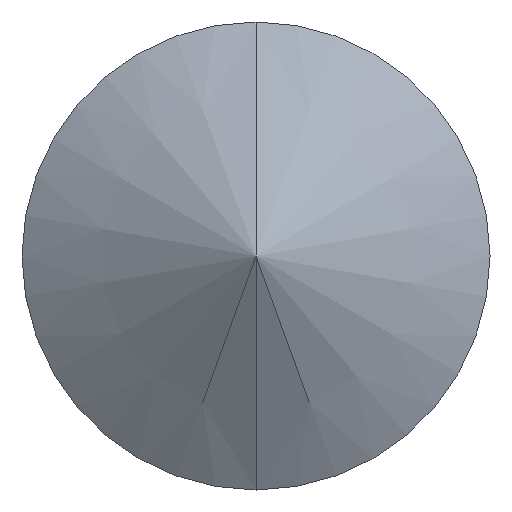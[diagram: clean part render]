
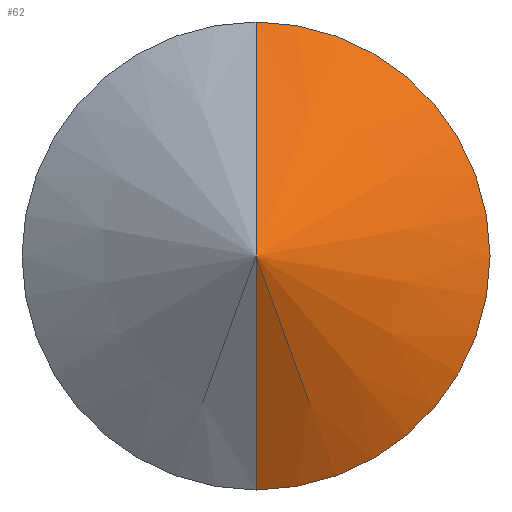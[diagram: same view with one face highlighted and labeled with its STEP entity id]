
A CAD part, front view. The second image highlights one B-rep face of the part: STEP entity #62.
In plain terms, the highlighted conical face has half-angle 60 degrees and reference radius 1732.05 mm.
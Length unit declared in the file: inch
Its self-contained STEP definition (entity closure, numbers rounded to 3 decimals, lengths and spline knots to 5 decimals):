
#6 = LINE ( 'NONE', #117, #9 ) ;
#9 = VECTOR ( 'NONE', #65, 39.37008 ) ;
#20 = ORIENTED_EDGE ( 'NONE', *, *, #109, .T. ) ;
#52 = CARTESIAN_POINT ( 'NONE',  ( 0., 0.05413, 0. ) ) ;
#62 = ADVANCED_FACE ( 'NONE', ( #193 ), #220, .T. ) ;
#65 = DIRECTION ( 'NONE',  ( 0., 0.5, 0.866 ) ) ;
#68 = DIRECTION ( 'NONE',  ( 0., 0.5, -0.866 ) ) ;
#80 = CARTESIAN_POINT ( 'NONE',  ( 0., 39.37008, 0. ) ) ;
#99 = DIRECTION ( 'NONE',  ( 0., 0., 1. ) ) ;
#104 = VERTEX_POINT ( 'NONE', #326 ) ;
#109 = EDGE_CURVE ( 'NONE', #124, #331, #201, .T. ) ;
#117 = CARTESIAN_POINT ( 'NONE',  ( 0., 0., 0. ) ) ;
#124 = VERTEX_POINT ( 'NONE', #203 ) ;
#160 = DIRECTION ( 'NONE',  ( 0., -1., 0. ) ) ;
#173 = CARTESIAN_POINT ( 'NONE',  ( 0., 0.05413, -0.09375 ) ) ;
#193 = FACE_OUTER_BOUND ( 'NONE', #317, .T. ) ;
#201 = LINE ( 'NONE', #285, #297 ) ;
#203 = CARTESIAN_POINT ( 'NONE',  ( 0., 0., 0. ) ) ;
#211 = ORIENTED_EDGE ( 'NONE', *, *, #226, .T. ) ;
#220 = CONICAL_SURFACE ( 'NONE', #229, 68.19098, 1.047 ) ;
#226 = EDGE_CURVE ( 'NONE', #331, #104, #267, .T. ) ;
#229 = AXIS2_PLACEMENT_3D ( 'NONE', #80, #230, #99 ) ;
#230 = DIRECTION ( 'NONE',  ( 0., 1., 0. ) ) ;
#267 = CIRCLE ( 'NONE', #286, 0.09375 ) ;
#285 = CARTESIAN_POINT ( 'NONE',  ( 0., 0., 0. ) ) ;
#286 = AXIS2_PLACEMENT_3D ( 'NONE', #52, #160, #341 ) ;
#292 = ORIENTED_EDGE ( 'NONE', *, *, #327, .F. ) ;
#297 = VECTOR ( 'NONE', #68, 39.37008 ) ;
#317 = EDGE_LOOP ( 'NONE', ( #292, #20, #211 ) ) ;
#326 = CARTESIAN_POINT ( 'NONE',  ( 0., 0.05413, 0.09375 ) ) ;
#327 = EDGE_CURVE ( 'NONE', #124, #104, #6, .T. ) ;
#331 = VERTEX_POINT ( 'NONE', #173 ) ;
#341 = DIRECTION ( 'NONE',  ( 0., 0., -1. ) ) ;
